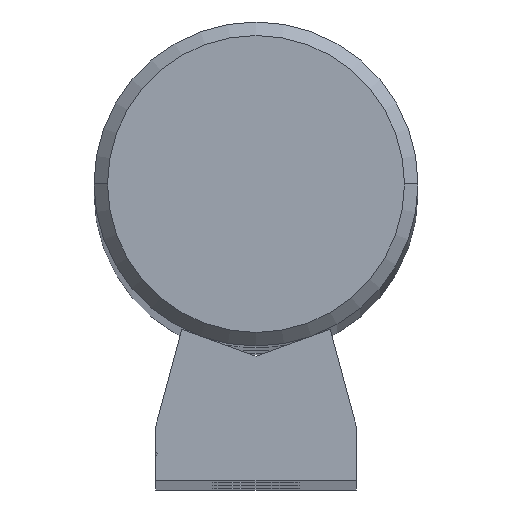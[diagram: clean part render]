
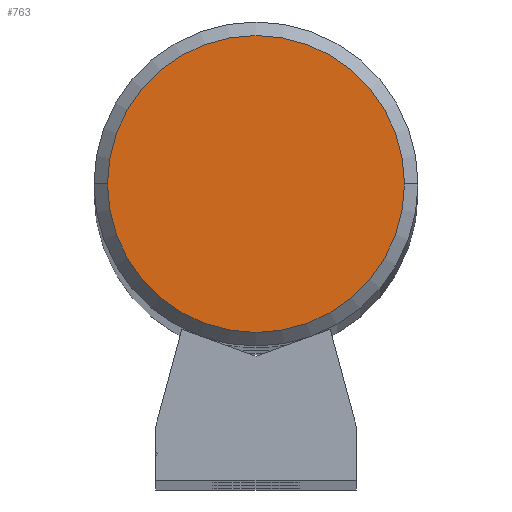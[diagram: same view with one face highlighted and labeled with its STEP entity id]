
A CAD part, top view. The second image highlights one B-rep face of the part: STEP entity #763.
In plain terms, the highlighted planar face has unit normal (0, 0, 1).
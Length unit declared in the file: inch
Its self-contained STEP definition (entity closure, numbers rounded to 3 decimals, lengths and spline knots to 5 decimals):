
#72 = AXIS2_PLACEMENT_3D ( 'NONE', #280, #1236, #541 ) ;
#82 = EDGE_CURVE ( 'NONE', #605, #720, #1454, .T. ) ;
#164 = AXIS2_PLACEMENT_3D ( 'NONE', #1674, #1240, #981 ) ;
#280 = CARTESIAN_POINT ( 'NONE',  ( 0., 1.375, 0. ) ) ;
#404 = CARTESIAN_POINT ( 'NONE',  ( 0., 1.375, 0. ) ) ;
#529 = DIRECTION ( 'NONE',  ( 0., 0., 1. ) ) ;
#533 = EDGE_CURVE ( 'NONE', #720, #605, #1726, .T. ) ;
#539 = DIRECTION ( 'NONE',  ( 1., 0., 0. ) ) ;
#541 = DIRECTION ( 'NONE',  ( 1., 0., 0. ) ) ;
#605 = VERTEX_POINT ( 'NONE', #1660 ) ;
#702 = PLANE ( 'NONE',  #164 ) ;
#720 = VERTEX_POINT ( 'NONE', #809 ) ;
#763 = ADVANCED_FACE ( 'NONE', ( #1110 ), #702, .T. ) ;
#809 = CARTESIAN_POINT ( 'NONE',  ( 0.6875, 1.375, 0. ) ) ;
#981 = DIRECTION ( 'NONE',  ( 1., 0., 0. ) ) ;
#1110 = FACE_OUTER_BOUND ( 'NONE', #1400, .T. ) ;
#1235 = ORIENTED_EDGE ( 'NONE', *, *, #82, .T. ) ;
#1236 = DIRECTION ( 'NONE',  ( 0., 0., 1. ) ) ;
#1240 = DIRECTION ( 'NONE',  ( 0., 0., 1. ) ) ;
#1280 = ORIENTED_EDGE ( 'NONE', *, *, #533, .T. ) ;
#1400 = EDGE_LOOP ( 'NONE', ( #1235, #1280 ) ) ;
#1454 = CIRCLE ( 'NONE', #1695, 0.6875 ) ;
#1660 = CARTESIAN_POINT ( 'NONE',  ( -0.6875, 1.375, 0. ) ) ;
#1674 = CARTESIAN_POINT ( 'NONE',  ( 0., 1.375, 0. ) ) ;
#1695 = AXIS2_PLACEMENT_3D ( 'NONE', #404, #529, #539 ) ;
#1726 = CIRCLE ( 'NONE', #72, 0.6875 ) ;
